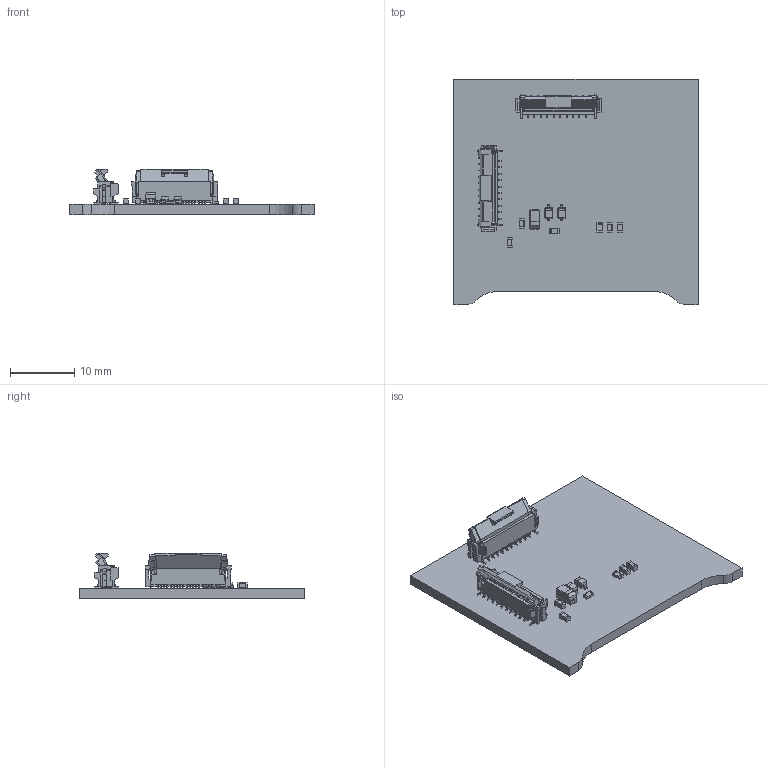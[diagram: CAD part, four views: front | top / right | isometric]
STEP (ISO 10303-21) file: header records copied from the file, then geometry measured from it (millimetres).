
FILE_DESCRIPTION(('KiCad electronic assembly'),'2;1');
FILE_NAME('D5.step','2021-06-30T22:46:59',('An Author'),('A Company'), 'Open CASCADE STEP processor 6.9','KiCad to STEP converter','Unknown' );
FILE_SCHEMA(('AUTOMOTIVE_DESIGN { 1 0 10303 214 1 1 1 1 }'));
Length unit declared in the file: millimetre
Products named in the file (12): Open CASCADE STEP translator 6.9 1; FH12-20S-0.5SV; COMPOUND; CP_EIA-3216-18_Kemet-A; SOLID; R_0603_1608Metric; D_SOD-323; C_0603_1608Metric
Assembly tree (17 placements, depth 3):
  Open CASCADE STEP translator 6.9 1
    FH12-20S-0.5SV  x2
      COMPOUND
    CP_EIA-3216-18_Kemet-A
      SOLID
    R_0603_1608Metric  x2
      SOLID
    D_SOD-323  x2
      SOLID
    C_0603_1608Metric  x4
      SOLID
    SOLID
Bounding box: 38 x 35 x 7 mm (x, y, z)
Volume: 2251.2 mm3; surface area: 3610.9 mm2
Topology: 12 solids, 12 shells, 1966 faces, 5622 edges, 3676 vertices
Faces by surface type: plane 1508, cylinder 397, bspline 61
Entity records: 72667 total; most frequent: CARTESIAN_POINT 14816, DIRECTION 10585, LINE 7456, VECTOR 7456, ORIENTED_EDGE 5630, PCURVE 5630, DEFINITIONAL_REPRESENTATION 5630, EDGE_CURVE 2815
